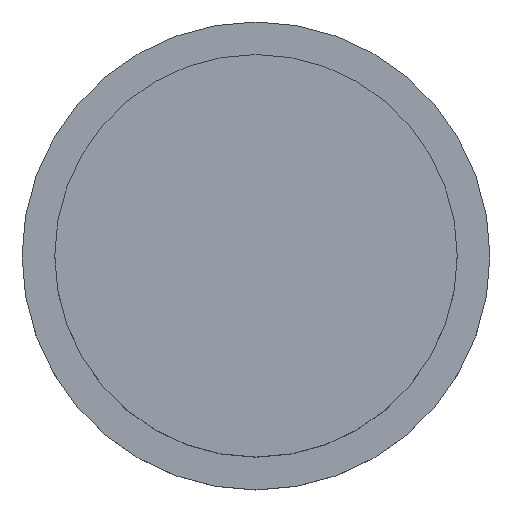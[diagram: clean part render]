
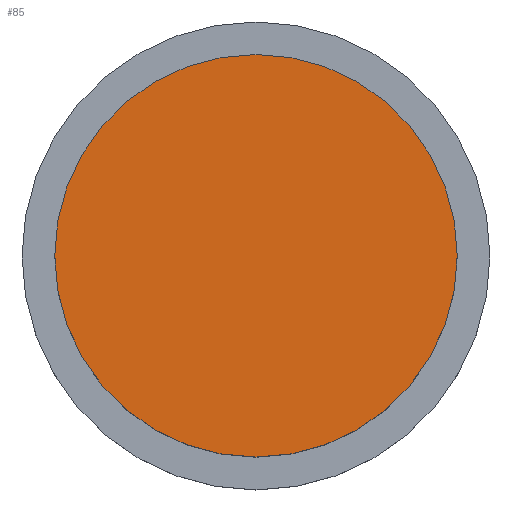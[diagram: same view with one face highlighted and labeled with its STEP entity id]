
A CAD part, top view. The second image highlights one B-rep face of the part: STEP entity #85.
In plain terms, the highlighted planar face has unit normal (0, 0, 1).
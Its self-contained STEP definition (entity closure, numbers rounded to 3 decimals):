
#85=ADVANCED_FACE('',(#130),#132,.T.);
#130=FACE_BOUND('',#131,.T.);
#131=EDGE_LOOP('',(#150));
#132=PLANE('',#133);
#133=AXIS2_PLACEMENT_3D('',#134,#135,#136);
#134=CARTESIAN_POINT('',(0.,0.,3.1));
#135=DIRECTION('',(0.,0.,1.));
#136=DIRECTION('',(-1.,0.,0.));
#150=ORIENTED_EDGE('',*,*,#154,.T.);
#154=EDGE_CURVE('',#160,#160,#161,.T.);
#160=VERTEX_POINT('',#174);
#161=CIRCLE('',#175,4.);
#174=CARTESIAN_POINT('',(-4.,0.,3.1));
#175=AXIS2_PLACEMENT_3D('',#176,#177,#178);
#176=CARTESIAN_POINT('',(0.,0.,3.1));
#177=DIRECTION('',(0.,0.,1.));
#178=DIRECTION('',(-1.,0.,0.));
